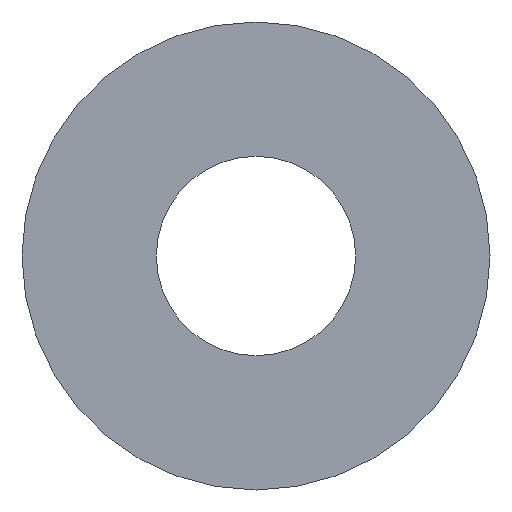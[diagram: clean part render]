
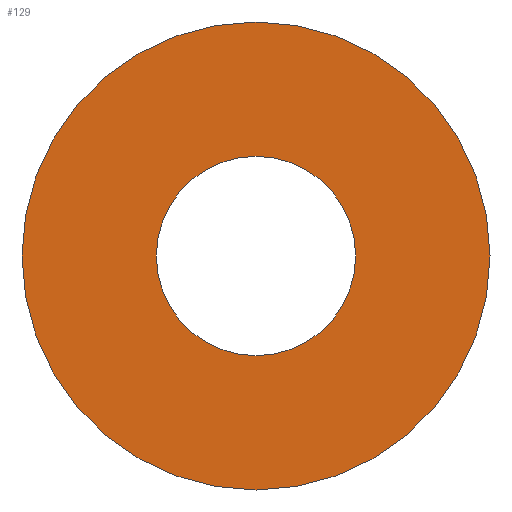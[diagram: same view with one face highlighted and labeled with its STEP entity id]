
A CAD part, front view. The second image highlights one B-rep face of the part: STEP entity #129.
In plain terms, the highlighted planar face has unit normal (0, -1, 0).
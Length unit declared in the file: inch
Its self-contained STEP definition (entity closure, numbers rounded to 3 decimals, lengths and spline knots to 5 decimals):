
#2 = DIRECTION ( 'NONE',  ( 0., 0., 1. ) ) ;
#5 = DIRECTION ( 'NONE',  ( 0., 1., 0. ) ) ;
#13 = CARTESIAN_POINT ( 'NONE',  ( 0., 0., 0.05325 ) ) ;
#16 = DIRECTION ( 'NONE',  ( 0., 1., 0. ) ) ;
#21 = AXIS2_PLACEMENT_3D ( 'NONE', #134, #16, #154 ) ;
#23 = PLANE ( 'NONE',  #202 ) ;
#25 = AXIS2_PLACEMENT_3D ( 'NONE', #98, #84, #82 ) ;
#28 = CIRCLE ( 'NONE', #215, 0.05325 ) ;
#36 = CIRCLE ( 'NONE', #25, 0.125 ) ;
#48 = FACE_BOUND ( 'NONE', #207, .T. ) ;
#61 = CARTESIAN_POINT ( 'NONE',  ( 0., 0., 0. ) ) ;
#69 = FACE_OUTER_BOUND ( 'NONE', #242, .T. ) ;
#73 = CARTESIAN_POINT ( 'NONE',  ( 0., 0., 0.125 ) ) ;
#80 = EDGE_CURVE ( 'NONE', #230, #216, #28, .T. ) ;
#82 = DIRECTION ( 'NONE',  ( 0., 0., 1. ) ) ;
#84 = DIRECTION ( 'NONE',  ( 0., 1., 0. ) ) ;
#90 = CARTESIAN_POINT ( 'NONE',  ( 0., 0., 0. ) ) ;
#98 = CARTESIAN_POINT ( 'NONE',  ( 0., 0., 0. ) ) ;
#106 = EDGE_CURVE ( 'NONE', #234, #238, #36, .T. ) ;
#114 = DIRECTION ( 'NONE',  ( 0., 0., 1. ) ) ;
#117 = CARTESIAN_POINT ( 'NONE',  ( 0., 0., -0.125 ) ) ;
#129 = ADVANCED_FACE ( 'NONE', ( #48, #69 ), #23, .F. ) ;
#134 = CARTESIAN_POINT ( 'NONE',  ( 0., 0., 0. ) ) ;
#142 = DIRECTION ( 'NONE',  ( 0., 0., 1. ) ) ;
#144 = DIRECTION ( 'NONE',  ( 0., 1., 0. ) ) ;
#145 = ORIENTED_EDGE ( 'NONE', *, *, #80, .T. ) ;
#151 = EDGE_CURVE ( 'NONE', #216, #230, #172, .T. ) ;
#154 = DIRECTION ( 'NONE',  ( 0., 0., 1. ) ) ;
#159 = CARTESIAN_POINT ( 'NONE',  ( 0., 0., 0. ) ) ;
#172 = CIRCLE ( 'NONE', #227, 0.05325 ) ;
#187 = ORIENTED_EDGE ( 'NONE', *, *, #151, .T. ) ;
#202 = AXIS2_PLACEMENT_3D ( 'NONE', #61, #5, #2 ) ;
#207 = EDGE_LOOP ( 'NONE', ( #145, #187 ) ) ;
#212 = CIRCLE ( 'NONE', #21, 0.125 ) ;
#214 = CARTESIAN_POINT ( 'NONE',  ( 0., 0., -0.05325 ) ) ;
#215 = AXIS2_PLACEMENT_3D ( 'NONE', #159, #144, #142 ) ;
#216 = VERTEX_POINT ( 'NONE', #214 ) ;
#227 = AXIS2_PLACEMENT_3D ( 'NONE', #90, #231, #114 ) ;
#228 = ORIENTED_EDGE ( 'NONE', *, *, #106, .F. ) ;
#229 = EDGE_CURVE ( 'NONE', #238, #234, #212, .T. ) ;
#230 = VERTEX_POINT ( 'NONE', #13 ) ;
#231 = DIRECTION ( 'NONE',  ( 0., 1., 0. ) ) ;
#234 = VERTEX_POINT ( 'NONE', #117 ) ;
#238 = VERTEX_POINT ( 'NONE', #73 ) ;
#241 = ORIENTED_EDGE ( 'NONE', *, *, #229, .F. ) ;
#242 = EDGE_LOOP ( 'NONE', ( #228, #241 ) ) ;
